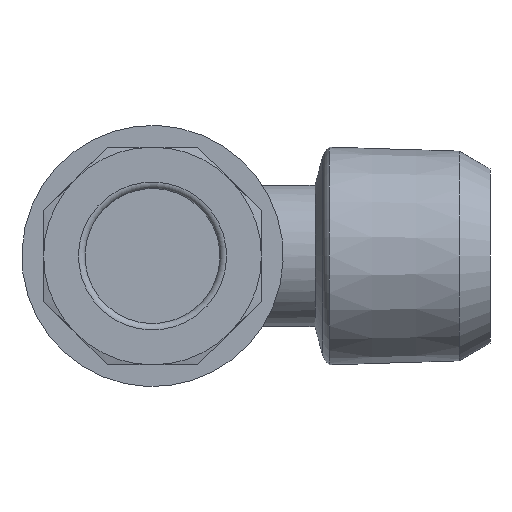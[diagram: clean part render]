
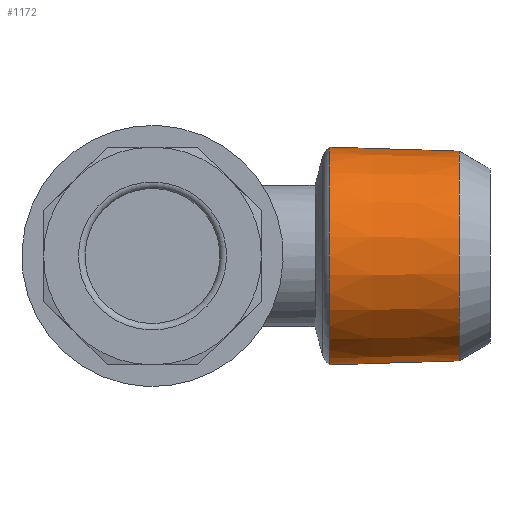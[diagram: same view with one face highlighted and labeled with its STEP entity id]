
A CAD part, left-side view. The second image highlights one B-rep face of the part: STEP entity #1172.
In plain terms, the highlighted conical face has half-angle 1.788 degrees and reference radius 4.815 mm.
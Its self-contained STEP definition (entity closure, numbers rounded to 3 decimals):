
#251=CONICAL_SURFACE('',#1279,4.815,0.031);
#291=FACE_BOUND('',#422,.T.);
#325=FACE_OUTER_BOUND('',#421,.T.);
#421=EDGE_LOOP('',(#863));
#422=EDGE_LOOP('',(#864));
#532=CIRCLE('',#1280,4.815);
#533=CIRCLE('',#1281,5.002);
#588=VERTEX_POINT('',#1808);
#589=VERTEX_POINT('',#1810);
#698=EDGE_CURVE('',#588,#588,#532,.T.);
#699=EDGE_CURVE('',#589,#589,#533,.T.);
#863=ORIENTED_EDGE('',*,*,#698,.T.);
#864=ORIENTED_EDGE('',*,*,#699,.F.);
#1172=ADVANCED_FACE('',(#325,#291),#251,.T.);
#1279=AXIS2_PLACEMENT_3D('',#1807,#1454,#1455);
#1280=AXIS2_PLACEMENT_3D('',#1809,#1456,#1457);
#1281=AXIS2_PLACEMENT_3D('',#1811,#1458,#1459);
#1454=DIRECTION('center_axis',(0.,1.,0.));
#1455=DIRECTION('ref_axis',(0.,0.,1.));
#1456=DIRECTION('center_axis',(0.,1.,0.));
#1457=DIRECTION('ref_axis',(0.,0.,1.));
#1458=DIRECTION('center_axis',(0.,1.,0.));
#1459=DIRECTION('ref_axis',(0.,0.,1.));
#1807=CARTESIAN_POINT('Origin',(0.,2.412,0.));
#1808=CARTESIAN_POINT('',(0.,2.412,4.815));
#1809=CARTESIAN_POINT('Origin',(0.,2.412,0.));
#1810=CARTESIAN_POINT('',(0.,8.392,5.002));
#1811=CARTESIAN_POINT('Origin',(0.,8.392,0.));
